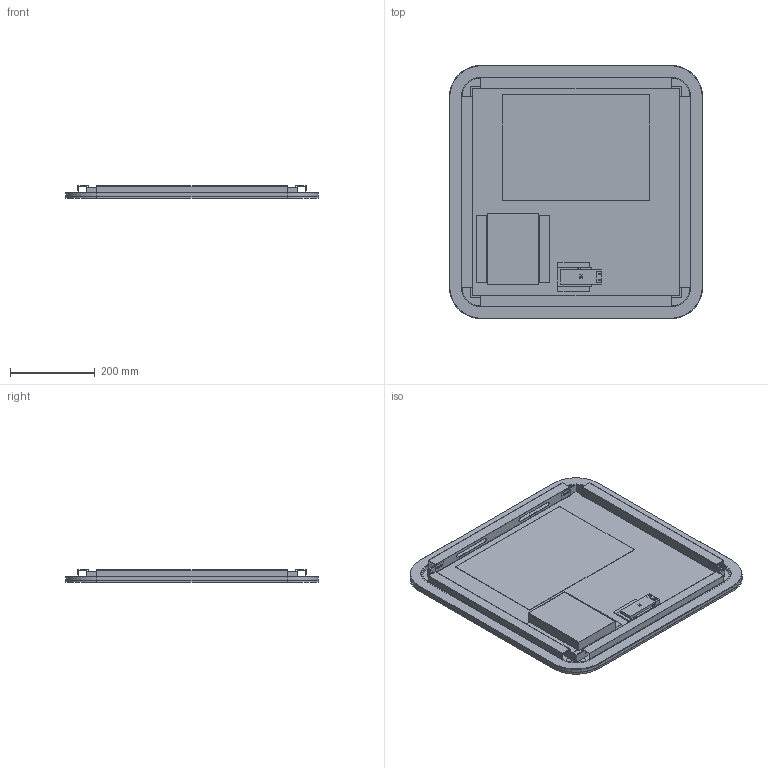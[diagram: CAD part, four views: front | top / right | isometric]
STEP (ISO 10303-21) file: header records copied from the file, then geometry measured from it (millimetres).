
FILE_DESCRIPTION((''),'2;1');
FILE_NAME('MLE6060-X_ASM','2019-02-18T',('Administrator'),(''),'PRO/ENGINEER BY PARAMETRIC TECHNOLOGY CORPORATION, 2010480','PRO/ENGINEER BY PARAMETRIC TECHNOLOGY CORPORATION, 2010480','');
FILE_SCHEMA(('CONFIG_CONTROL_DESIGN'));
Length unit declared in the file: millimetre
Products named in the file (33): PRT0093; PRT0094; PRT0095; PRT0096; PRT0003__1_ASM_ASM_ASM; PRT0097; PRT0098; PRT0099; PRT0100; PRT0101; PRT0005__1_ASM_ASM_ASM; PRT0102; MANIFOLD_SOLID_BREP_6692; MANIFOLD_SOLID_BREP_7056; PRT0008__1_ASM_ASM_ASM; PRT0103; PRT0104; PRT0105; PRT0106; PRT0107; MANIFOLD_SOLID_BREP_13278; MANIFOLD_SOLID_BREP_13502; LS-1_1_ASM_ASM_ASM; PRT0108; MANIFOLD_SOLID_BREP_14627; MANIFOLD_SOLID_BREP_15283; SJLS_1_ASM_ASM_ASM; SJ_ASM_1_ASM_ASM_ASM; MLE6060-X_ASM_2_ASM_ASM_ASM; MLE6060-X_ASM_ASM_ASM; MLE6060-X_ASM_ASM; PRT0109; MLE6060-X_ASM
Assembly tree (32 placements, depth 7):
  MLE6060-X_ASM
    MLE6060-X_ASM_ASM
      MLE6060-X_ASM_ASM_ASM
        MLE6060-X_ASM_2_ASM_ASM_ASM
          PRT0093
          PRT0094
          PRT0003__1_ASM_ASM_ASM
            PRT0095
            PRT0096
          PRT0097
          PRT0005__1_ASM_ASM_ASM
            PRT0098
            PRT0099
            PRT0100
            PRT0101
          PRT0102
          PRT0008__1_ASM_ASM_ASM
            MANIFOLD_SOLID_BREP_6692
            MANIFOLD_SOLID_BREP_7056
          PRT0103
          PRT0104
          PRT0105
          SJ_ASM_1_ASM_ASM_ASM
            PRT0106
            PRT0107
            LS-1_1_ASM_ASM_ASM
              MANIFOLD_SOLID_BREP_13278
              MANIFOLD_SOLID_BREP_13502
            PRT0108
            SJLS_1_ASM_ASM_ASM
              MANIFOLD_SOLID_BREP_14627
              MANIFOLD_SOLID_BREP_15283
    PRT0109
Bounding box: 600 x 600 x 30 mm (x, y, z)
Volume: 2711690.7 mm3; surface area: 1693078.3 mm2
Topology: 23 solids, 23 shells, 501 faces, 1378 edges, 943 vertices
Faces by surface type: plane 345, cylinder 152, torus 4
Entity records: 17148 total; most frequent: DIRECTION 2961, CARTESIAN_POINT 2945, ORIENTED_EDGE 2756, EDGE_CURVE 1378, AXIS2_PLACEMENT_3D 995, VECTOR 971, LINE 971, VERTEX_POINT 943
